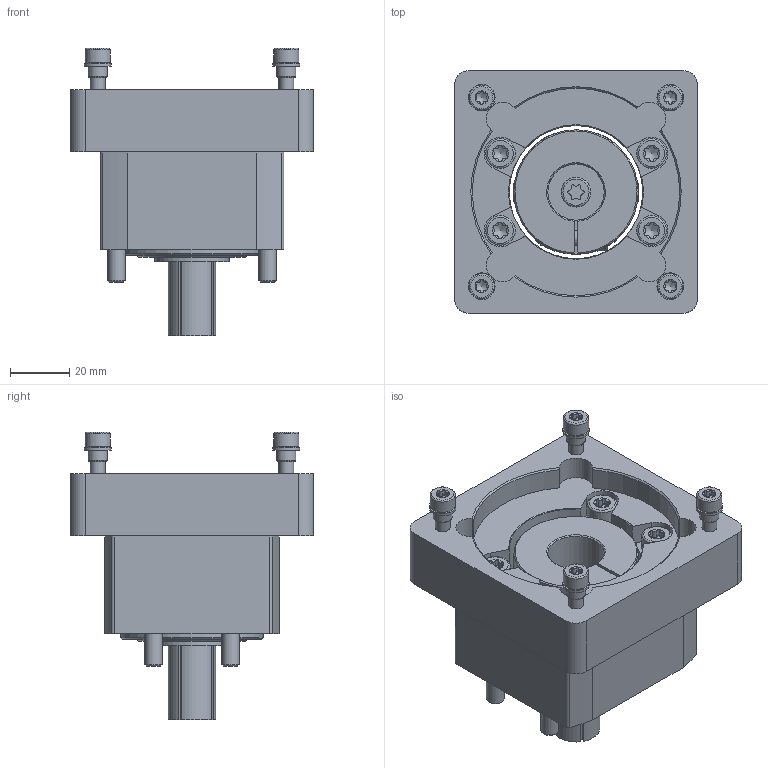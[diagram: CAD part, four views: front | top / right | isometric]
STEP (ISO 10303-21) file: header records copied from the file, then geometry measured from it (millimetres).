
FILE_DESCRIPTION(/* description */ ('STEP AP214'),/* implementation_level */ '2;1');
FILE_NAME(/* name */ '8063592_EAMM-A-N48-80P',/* time_stamp */ '2024-08-27T03:24:59+02:00',/* author */ ('License CC BY-ND 4.0'),/* organization */ ('CADENAS'),/* preprocessor_version */ 'ST-DEVELOPER v19.3',/* originating_system */ 'PARTsolutions',/* authorisation */ ' ');
FILE_SCHEMA (('AUTOMOTIVE_DESIGN {1 0 10303 214 3 1 1}'));
Length unit declared in the file: millimetre
Products named in the file (6): 8063592 EAMM-A-N48-80P; 8185286 EAMK-A-N48-80P; ISO 14579 M6x50(F); 8098120 M5; ISO 14579 M5x20(F); 8121127 EAMD-42-48-19-16x25
Assembly tree (14 placements, depth 2):
  8063592 EAMM-A-N48-80P
    8185286 EAMK-A-N48-80P
    ISO 14579 M6x50(F)  x4
    8098120 M5  x4
    ISO 14579 M5x20(F)  x4
    8121127 EAMD-42-48-19-16x25
Bounding box: 82 x 82 x 97 mm (x, y, z)
Volume: 209690 mm3; surface area: 63153.2 mm2
Topology: 14 solids, 14 shells, 496 faces, 1225 edges, 774 vertices
Faces by surface type: cylinder 222, plane 134, cone 114, torus 26
Full cylindrical faces by diameter (mm): 4.134 x4, 4.917 x1, 5 x5, 5.5 x5, 6 x4, 6.5 x4, 6.6 x4, 8.5 x5, 9 x4, 10 x5, 19 x1, 19.2 x2, 25 x1, 42 x2, 45 x1, 48 x1
Entity records: 9945 total; most frequent: CARTESIAN_POINT 1839, DIRECTION 1482, ORIENTED_EDGE 1370, EDGE_CURVE 685, AXIS2_PLACEMENT_3D 584, VERTEX_POINT 479, FACE_BOUND 394, EDGE_LOOP 388
